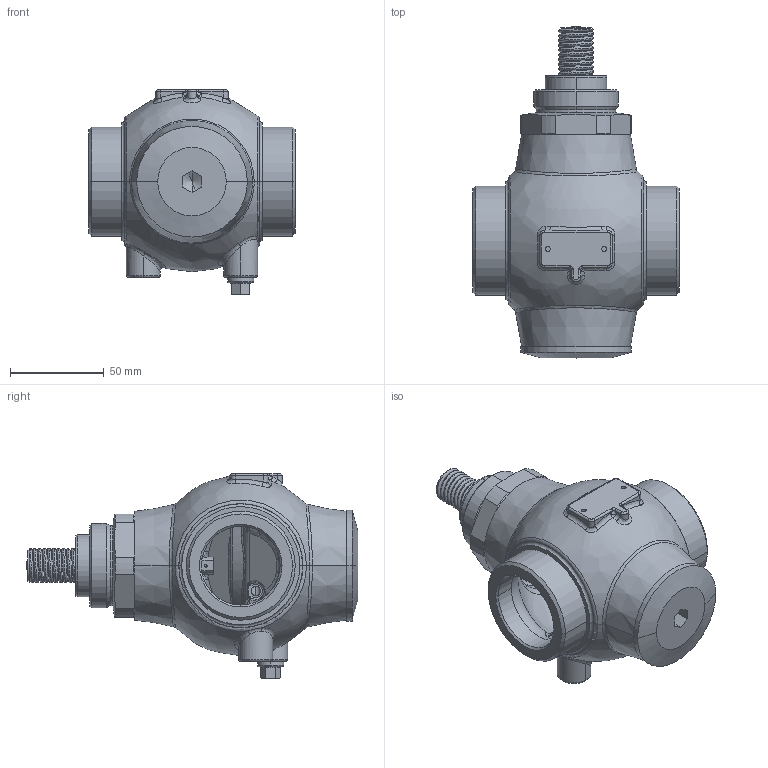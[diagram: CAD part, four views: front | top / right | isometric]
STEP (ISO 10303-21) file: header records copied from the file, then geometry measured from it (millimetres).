
FILE_DESCRIPTION((''),'2;1');
FILE_NAME('065B0778','2012-03-28T',('U258099'),('Danfoss'),'PRO/ENGINEER BY PARAMETRIC TECHNOLOGY CORPORATION, 2010370','PRO/ENGINEER BY PARAMETRIC TECHNOLOGY CORPORATION, 2010370','');
FILE_SCHEMA(('CONFIG_CONTROL_DESIGN'));
Length unit declared in the file: millimetre
Products named in the file (1): 065B0778
Bounding box: 110 x 177 x 109 mm (x, y, z)
Volume: 403618.8 mm3; surface area: 96399.7 mm2
Topology: 1 solids, 1 shells, 565 faces, 1269 edges, 742 vertices
Faces by surface type: cylinder 172, plane 129, bspline 103, torus 84, cone 73, sphere 4
Entity records: 26716 total; most frequent: CARTESIAN_POINT 14553, DIRECTION 2577, ORIENTED_EDGE 2530, EDGE_CURVE 1265, AXIS2_PLACEMENT_3D 1120, VERTEX_POINT 742, CIRCLE 658, EDGE_LOOP 623
